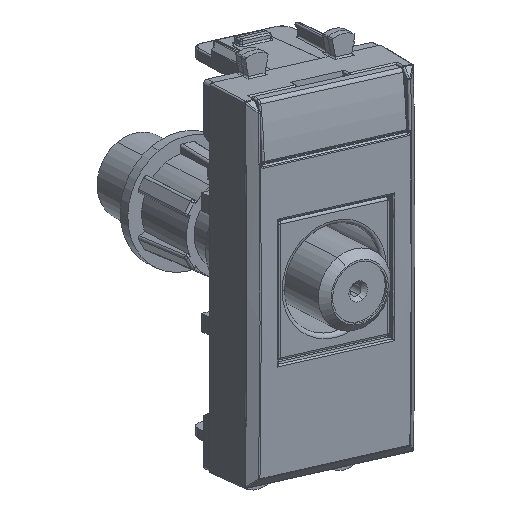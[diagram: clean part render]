
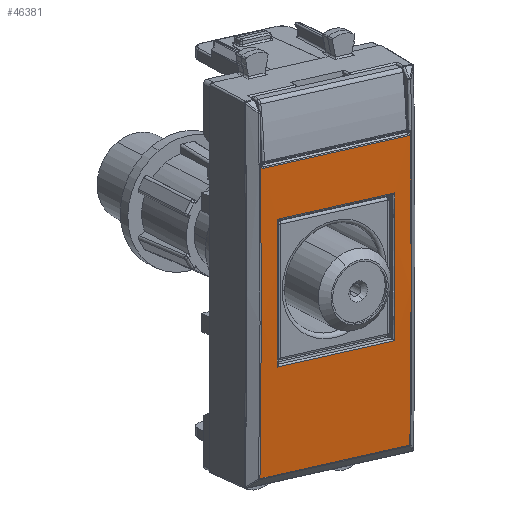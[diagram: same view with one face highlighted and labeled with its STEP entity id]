
A CAD part, top view. The second image highlights one B-rep face of the part: STEP entity #46381.
In plain terms, the highlighted cylindrical face has radius 825.133 mm (diameter 1650.27 mm), a partial arc.
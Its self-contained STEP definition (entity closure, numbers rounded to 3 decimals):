
#44214=CARTESIAN_POINT('Vertex',(-8.508,7.6,9.231)) ;
#44224=CARTESIAN_POINT('Vertex',(8.502,7.6,9.231)) ;
#44227=CARTESIAN_POINT('Axis2P3D Location',(0.,7.6,-815.858)) ;
#44251=CARTESIAN_POINT('Vertex',(-8.508,-7.6,9.231)) ;
#44254=CARTESIAN_POINT('Line Origine',(-8.508,0.,9.231)) ;
#44278=CARTESIAN_POINT('Vertex',(8.502,-7.6,9.231)) ;
#44281=CARTESIAN_POINT('Axis2P3D Location',(0.,-7.6,-815.858)) ;
#44298=CARTESIAN_POINT('Line Origine',(8.502,0.,9.231)) ;
#44605=CARTESIAN_POINT('Vertex',(-21.01,9.713,9.007)) ;
#44644=CARTESIAN_POINT('Vertex',(-21.01,-9.713,9.007)) ;
#44647=CARTESIAN_POINT('Line Origine',(-21.01,0.002,9.007)) ;
#45685=CARTESIAN_POINT('Vertex',(14.981,-9.709,9.139)) ;
#45689=CARTESIAN_POINT('Control Point',(14.981,-9.709,9.139)) ;
#45690=CARTESIAN_POINT('Control Point',(11.999,-9.708,9.193)) ;
#45691=CARTESIAN_POINT('Control Point',(9.016,-9.707,9.234)) ;
#45692=CARTESIAN_POINT('Control Point',(6.034,-9.706,9.261)) ;
#45693=CARTESIAN_POINT('Control Point',(-1.165,-9.705,9.294)) ;
#45694=CARTESIAN_POINT('Control Point',(-8.363,-9.706,9.249)) ;
#45695=CARTESIAN_POINT('Control Point',(-12.58,-9.708,9.195)) ;
#45696=CARTESIAN_POINT('Control Point',(-16.795,-9.71,9.115)) ;
#45697=CARTESIAN_POINT('Control Point',(-21.01,-9.713,9.007)) ;
#45817=CARTESIAN_POINT('Control Point',(14.981,9.709,9.139)) ;
#45818=CARTESIAN_POINT('Control Point',(11.519,9.708,9.202)) ;
#45819=CARTESIAN_POINT('Control Point',(8.056,9.706,9.247)) ;
#45820=CARTESIAN_POINT('Control Point',(4.594,9.706,9.273)) ;
#45821=CARTESIAN_POINT('Control Point',(-2.605,9.705,9.291)) ;
#45822=CARTESIAN_POINT('Control Point',(-9.804,9.707,9.229)) ;
#45823=CARTESIAN_POINT('Control Point',(-13.54,9.708,9.177)) ;
#45824=CARTESIAN_POINT('Control Point',(-17.275,9.71,9.103)) ;
#45825=CARTESIAN_POINT('Control Point',(-21.01,9.713,9.007)) ;
#45826=CARTESIAN_POINT('Vertex',(14.981,9.709,9.139)) ;
#46337=CARTESIAN_POINT('Axis2P3D Location',(0.,0.,-815.858)) ;
#46343=CARTESIAN_POINT('Control Point',(14.693,-9.364,9.144)) ;
#46344=CARTESIAN_POINT('Control Point',(14.693,-9.465,9.144)) ;
#46345=CARTESIAN_POINT('Control Point',(14.742,-9.566,9.143)) ;
#46346=CARTESIAN_POINT('Control Point',(14.818,-9.627,9.142)) ;
#46347=CARTESIAN_POINT('Control Point',(14.897,-9.676,9.141)) ;
#46348=CARTESIAN_POINT('Control Point',(14.981,-9.709,9.139)) ;
#46349=CARTESIAN_POINT('Vertex',(14.693,-9.364,9.144)) ;
#46352=CARTESIAN_POINT('Line Origine',(14.693,0.,9.144)) ;
#46356=CARTESIAN_POINT('Vertex',(14.693,9.364,9.144)) ;
#46360=CARTESIAN_POINT('Control Point',(14.981,9.709,9.139)) ;
#46361=CARTESIAN_POINT('Control Point',(14.897,9.676,9.141)) ;
#46362=CARTESIAN_POINT('Control Point',(14.818,9.627,9.142)) ;
#46363=CARTESIAN_POINT('Control Point',(14.742,9.567,9.143)) ;
#46364=CARTESIAN_POINT('Control Point',(14.693,9.465,9.144)) ;
#46365=CARTESIAN_POINT('Control Point',(14.693,9.364,9.144)) ;
#44228=DIRECTION('Axis2P3D Direction',(-0.,1.,0.)) ;
#44255=DIRECTION('Vector Direction',(0.,1.,0.)) ;
#44282=DIRECTION('Axis2P3D Direction',(-0.,1.,0.)) ;
#44299=DIRECTION('Vector Direction',(0.,1.,0.)) ;
#44648=DIRECTION('Vector Direction',(0.,-1.,0.)) ;
#46338=DIRECTION('Axis2P3D Direction',(0.,1.,-0.)) ;
#46339=DIRECTION('Axis2P3D XDirection',(-0.027,0.,1.)) ;
#46353=DIRECTION('Vector Direction',(0.,1.,0.)) ;
#44229=AXIS2_PLACEMENT_3D('Circle Axis2P3D',#44227,#44228,$) ;
#44283=AXIS2_PLACEMENT_3D('Circle Axis2P3D',#44281,#44282,$) ;
#46340=AXIS2_PLACEMENT_3D('Cylinder Axis2P3D',#46337,#46338,#46339) ;
#46368=ORIENTED_EDGE('',*,*,#45828,.T.) ;
#46369=ORIENTED_EDGE('',*,*,#44651,.T.) ;
#46370=ORIENTED_EDGE('',*,*,#45698,.T.) ;
#46371=ORIENTED_EDGE('',*,*,#46351,.F.) ;
#46372=ORIENTED_EDGE('',*,*,#46358,.F.) ;
#46373=ORIENTED_EDGE('',*,*,#46366,.F.) ;
#46376=ORIENTED_EDGE('',*,*,#44231,.F.) ;
#46377=ORIENTED_EDGE('',*,*,#44302,.F.) ;
#46378=ORIENTED_EDGE('',*,*,#44285,.F.) ;
#46379=ORIENTED_EDGE('',*,*,#44258,.F.) ;
#46380=FACE_BOUND('',#46375,.T.) ;
#44256=VECTOR('Line Direction',#44255,1.) ;
#44300=VECTOR('Line Direction',#44299,1.) ;
#44649=VECTOR('Line Direction',#44648,1.) ;
#46354=VECTOR('Line Direction',#46353,1.) ;
#46381=ADVANCED_FACE('PartBody',(#46374,#46380),#46341,.T.) ;
#45688=B_SPLINE_CURVE_WITH_KNOTS('',5,(#45689,#45690,#45691,#45692,#45693,#45694,#45695,#45696,#45697),.UNSPECIFIED.,.F.,.U.,(6,3,6),(27.941,53.758,90.254),.UNSPECIFIED.) ;
#45816=B_SPLINE_CURVE_WITH_KNOTS('',5,(#45817,#45818,#45819,#45820,#45821,#45822,#45823,#45824,#45825),.UNSPECIFIED.,.F.,.U.,(6,3,6),(28.088,58.061,90.402),.UNSPECIFIED.) ;
#46342=B_SPLINE_CURVE_WITH_KNOTS('',5,(#46343,#46344,#46345,#46346,#46347,#46348),.UNSPECIFIED.,.F.,.U.,(6,6),(1.47,2.036),.UNSPECIFIED.) ;
#46359=B_SPLINE_CURVE_WITH_KNOTS('',5,(#46360,#46361,#46362,#46363,#46364,#46365),.UNSPECIFIED.,.F.,.U.,(6,6),(1.687,2.254),.UNSPECIFIED.) ;
#44230=CIRCLE('generated circle',#44229,825.133) ;
#44284=CIRCLE('generated circle',#44283,825.133) ;
#46341=CYLINDRICAL_SURFACE('generated cylinder',#46340,825.133) ;
#44231=EDGE_CURVE('',#44225,#44215,#44230,.F.) ;
#44258=EDGE_CURVE('',#44215,#44252,#44257,.F.) ;
#44285=EDGE_CURVE('',#44252,#44279,#44284,.T.) ;
#44302=EDGE_CURVE('',#44279,#44225,#44301,.T.) ;
#44651=EDGE_CURVE('',#44606,#44645,#44650,.T.) ;
#45698=EDGE_CURVE('',#44645,#45686,#45688,.F.) ;
#45828=EDGE_CURVE('',#45827,#44606,#45816,.T.) ;
#46351=EDGE_CURVE('',#46350,#45686,#46342,.T.) ;
#46358=EDGE_CURVE('',#46357,#46350,#46355,.F.) ;
#46366=EDGE_CURVE('',#45827,#46357,#46359,.T.) ;
#46367=EDGE_LOOP('',(#46368,#46369,#46370,#46371,#46372,#46373)) ;
#46375=EDGE_LOOP('',(#46376,#46377,#46378,#46379)) ;
#46374=FACE_OUTER_BOUND('',#46367,.T.) ;
#44257=LINE('Line',#44254,#44256) ;
#44301=LINE('Line',#44298,#44300) ;
#44650=LINE('Line',#44647,#44649) ;
#46355=LINE('Line',#46352,#46354) ;
#44215=VERTEX_POINT('',#44214) ;
#44225=VERTEX_POINT('',#44224) ;
#44252=VERTEX_POINT('',#44251) ;
#44279=VERTEX_POINT('',#44278) ;
#44606=VERTEX_POINT('',#44605) ;
#44645=VERTEX_POINT('',#44644) ;
#45686=VERTEX_POINT('',#45685) ;
#45827=VERTEX_POINT('',#45826) ;
#46350=VERTEX_POINT('',#46349) ;
#46357=VERTEX_POINT('',#46356) ;
